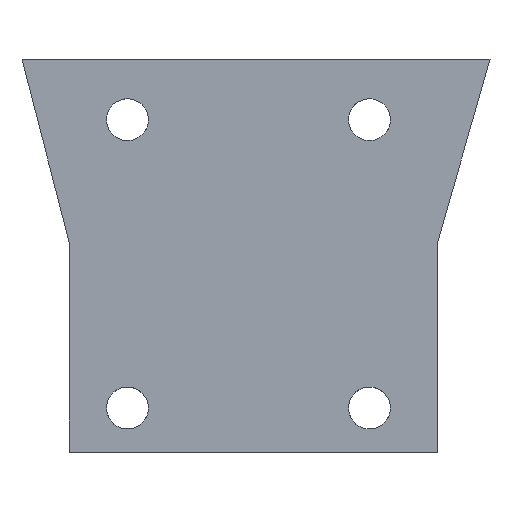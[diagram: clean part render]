
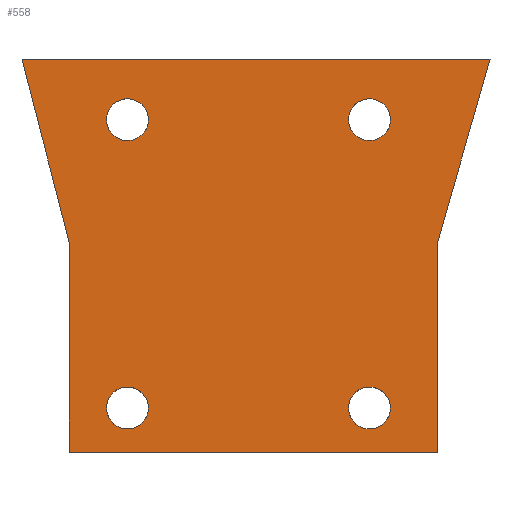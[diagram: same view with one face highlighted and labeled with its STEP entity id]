
A CAD part, front view. The second image highlights one B-rep face of the part: STEP entity #558.
In plain terms, the highlighted planar face has unit normal (0, -1, 0).
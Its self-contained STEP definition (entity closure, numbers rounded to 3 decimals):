
#56=FACE_BOUND('',#138,.T.);
#57=FACE_BOUND('',#139,.T.);
#58=FACE_BOUND('',#140,.T.);
#59=FACE_BOUND('',#141,.T.);
#73=PLANE('',#624);
#98=FACE_OUTER_BOUND('',#137,.T.);
#137=EDGE_LOOP('',(#496,#497,#498,#499,#500,#501,#502,#503));
#138=EDGE_LOOP('',(#504));
#139=EDGE_LOOP('',(#505));
#140=EDGE_LOOP('',(#506));
#141=EDGE_LOOP('',(#507));
#165=LINE('',#856,#217);
#170=LINE('',#865,#222);
#177=LINE('',#879,#229);
#180=LINE('',#884,#232);
#182=LINE('',#888,#234);
#194=LINE('',#927,#246);
#195=LINE('',#928,#247);
#196=LINE('',#929,#248);
#217=VECTOR('',#695,10.);
#222=VECTOR('',#702,10.);
#229=VECTOR('',#715,10.);
#232=VECTOR('',#720,10.);
#234=VECTOR('',#724,10.);
#246=VECTOR('',#766,10.);
#247=VECTOR('',#767,10.);
#248=VECTOR('',#768,10.);
#260=CIRCLE('',#611,1.6);
#261=CIRCLE('',#614,1.6);
#262=CIRCLE('',#617,1.6);
#263=CIRCLE('',#620,1.6);
#295=VERTEX_POINT('',#854);
#296=VERTEX_POINT('',#855);
#299=VERTEX_POINT('',#864);
#302=VERTEX_POINT('',#877);
#303=VERTEX_POINT('',#878);
#304=VERTEX_POINT('',#883);
#305=VERTEX_POINT('',#887);
#306=VERTEX_POINT('',#891);
#308=VERTEX_POINT('',#897);
#310=VERTEX_POINT('',#903);
#312=VERTEX_POINT('',#909);
#317=VERTEX_POINT('',#926);
#347=EDGE_CURVE('',#295,#296,#165,.T.);
#352=EDGE_CURVE('',#299,#295,#170,.T.);
#359=EDGE_CURVE('',#302,#303,#177,.T.);
#362=EDGE_CURVE('',#304,#302,#180,.T.);
#364=EDGE_CURVE('',#305,#304,#182,.T.);
#366=EDGE_CURVE('',#306,#306,#260,.T.);
#369=EDGE_CURVE('',#308,#308,#261,.T.);
#372=EDGE_CURVE('',#310,#310,#262,.T.);
#375=EDGE_CURVE('',#312,#312,#263,.T.);
#384=EDGE_CURVE('',#296,#317,#194,.T.);
#385=EDGE_CURVE('',#303,#299,#195,.T.);
#386=EDGE_CURVE('',#317,#305,#196,.T.);
#496=ORIENTED_EDGE('',*,*,#384,.F.);
#497=ORIENTED_EDGE('',*,*,#347,.F.);
#498=ORIENTED_EDGE('',*,*,#352,.F.);
#499=ORIENTED_EDGE('',*,*,#385,.F.);
#500=ORIENTED_EDGE('',*,*,#359,.F.);
#501=ORIENTED_EDGE('',*,*,#362,.F.);
#502=ORIENTED_EDGE('',*,*,#364,.F.);
#503=ORIENTED_EDGE('',*,*,#386,.F.);
#504=ORIENTED_EDGE('',*,*,#366,.T.);
#505=ORIENTED_EDGE('',*,*,#369,.T.);
#506=ORIENTED_EDGE('',*,*,#372,.T.);
#507=ORIENTED_EDGE('',*,*,#375,.T.);
#558=ADVANCED_FACE('',(#98,#56,#57,#58,#59),#73,.T.);
#611=AXIS2_PLACEMENT_3D('',#892,#728,#729);
#614=AXIS2_PLACEMENT_3D('',#898,#735,#736);
#617=AXIS2_PLACEMENT_3D('',#904,#742,#743);
#620=AXIS2_PLACEMENT_3D('',#910,#749,#750);
#624=AXIS2_PLACEMENT_3D('',#925,#764,#765);
#695=DIRECTION('',(0.,0.,-1.));
#702=DIRECTION('',(-0.275,0.,-0.961));
#715=DIRECTION('',(-0.25,0.,0.968));
#720=DIRECTION('',(0.,0.,1.));
#724=DIRECTION('',(-1.,0.,0.));
#728=DIRECTION('center_axis',(0.,1.,0.));
#729=DIRECTION('ref_axis',(-1.,0.,0.));
#735=DIRECTION('center_axis',(0.,1.,0.));
#736=DIRECTION('ref_axis',(-1.,0.,0.));
#742=DIRECTION('center_axis',(0.,1.,0.));
#743=DIRECTION('ref_axis',(-1.,0.,0.));
#749=DIRECTION('center_axis',(0.,1.,0.));
#750=DIRECTION('ref_axis',(-1.,0.,0.));
#764=DIRECTION('center_axis',(0.,-1.,0.));
#765=DIRECTION('ref_axis',(1.,0.,0.));
#766=DIRECTION('',(-1.,0.,0.));
#767=DIRECTION('',(1.,0.,0.));
#768=DIRECTION('',(0.,0.,1.));
#854=CARTESIAN_POINT('',(23.098,4.574,11.034));
#855=CARTESIAN_POINT('',(23.098,4.574,-5.));
#856=CARTESIAN_POINT('',(23.098,4.574,25.));
#864=CARTESIAN_POINT('',(27.098,4.574,25.));
#865=CARTESIAN_POINT('',(27.098,4.574,25.));
#877=CARTESIAN_POINT('',(-5.014,4.574,11.034));
#878=CARTESIAN_POINT('',(-8.62,4.574,25.));
#879=CARTESIAN_POINT('',(-5.014,4.574,11.034));
#883=CARTESIAN_POINT('',(-5.014,4.574,-4.966));
#884=CARTESIAN_POINT('',(-5.014,4.574,-4.966));
#887=CARTESIAN_POINT('',(-3.174,4.574,-4.966));
#888=CARTESIAN_POINT('',(-3.174,4.574,-4.966));
#891=CARTESIAN_POINT('',(19.499,4.574,-1.6));
#892=CARTESIAN_POINT('Origin',(17.899,4.574,-1.6));
#897=CARTESIAN_POINT('',(1.026,4.574,-1.6));
#898=CARTESIAN_POINT('Origin',(-0.574,4.574,-1.6));
#903=CARTESIAN_POINT('',(1.026,4.574,20.4));
#904=CARTESIAN_POINT('Origin',(-0.574,4.574,20.4));
#909=CARTESIAN_POINT('',(19.499,4.574,20.4));
#910=CARTESIAN_POINT('Origin',(17.899,4.574,20.4));
#925=CARTESIAN_POINT('Origin',(-3.174,4.574,-5.));
#926=CARTESIAN_POINT('',(-3.174,4.574,-5.));
#927=CARTESIAN_POINT('',(20.499,4.574,-5.));
#928=CARTESIAN_POINT('',(-8.62,4.574,25.));
#929=CARTESIAN_POINT('',(-3.174,4.574,-5.));
